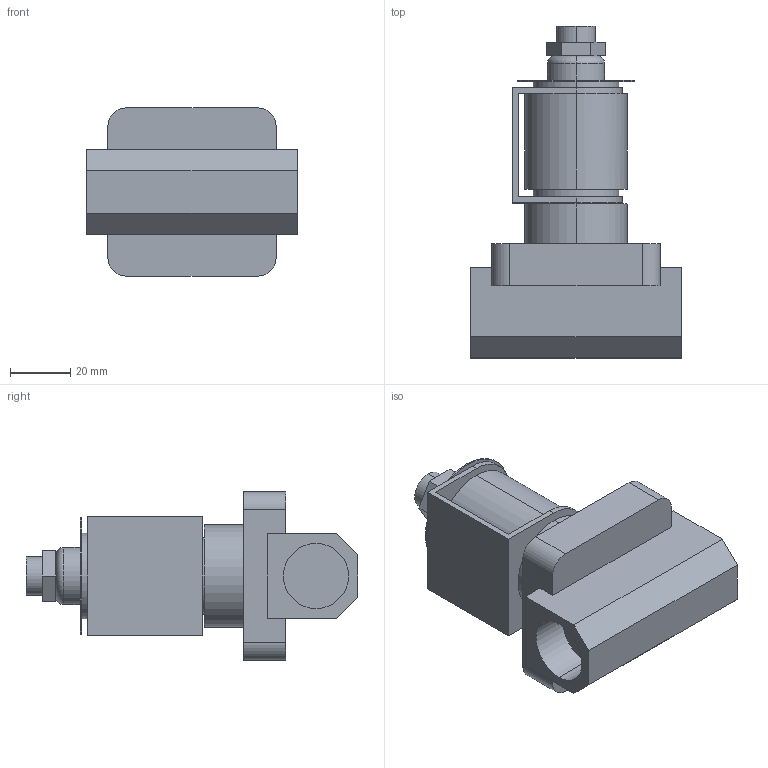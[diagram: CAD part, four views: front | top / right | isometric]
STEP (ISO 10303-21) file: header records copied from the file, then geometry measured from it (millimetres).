
FILE_DESCRIPTION (( 'STEP AP214' ), '1' );
FILE_NAME ('YS212P-D.STEP', '2025-09-08T06:23:34', ( '' ), ( '' ), 'SwSTEP 2.0', 'SolidWorks 2024', '' );
FILE_SCHEMA (( 'AUTOMOTIVE_DESIGN' ));
Length unit declared in the file: millimetre
Products named in the file (3): YS212P-D; ZS212_6D; AS302P_AS302P
Assembly tree (2 placements, depth 2):
  YS212P-D
    ZS212_6D
    AS302P_AS302P
Bounding box: 70 x 110.6 x 56 mm (x, y, z)
Volume: 136771.9 mm3; surface area: 31925.4 mm2
Topology: 2 solids, 2 shells, 76 faces, 182 edges, 120 vertices
Faces by surface type: plane 44, cylinder 30, torus 2
Entity records: 2314 total; most frequent: DIRECTION 412, CARTESIAN_POINT 383, ORIENTED_EDGE 364, EDGE_CURVE 182, AXIS2_PLACEMENT_3D 149, VERTEX_POINT 120, VECTOR 114, LINE 114
